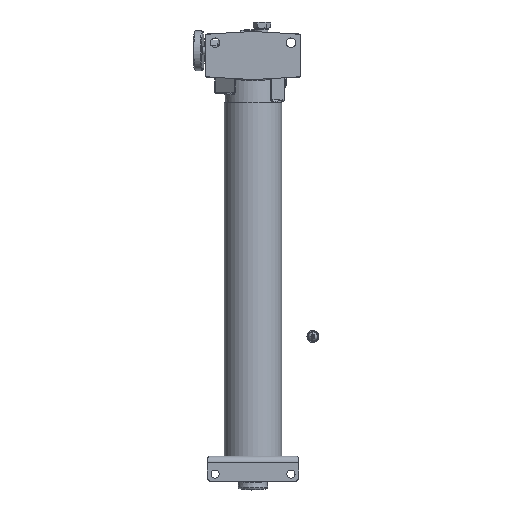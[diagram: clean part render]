
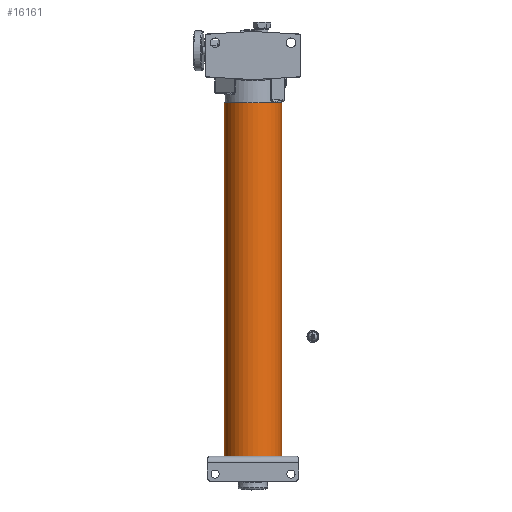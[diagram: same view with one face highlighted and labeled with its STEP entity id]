
A CAD part, front view. The second image highlights one B-rep face of the part: STEP entity #16161.
In plain terms, the highlighted cylindrical face has radius 35.8 mm (diameter 71.6 mm), a partial arc.
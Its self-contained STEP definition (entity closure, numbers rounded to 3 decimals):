
#136 = VERTEX_POINT ( 'NONE', #5654 ) ;
#1494 = CARTESIAN_POINT ( 'NONE',  ( 0., 43., -2. ) ) ;
#3428 = CARTESIAN_POINT ( 'NONE',  ( -35.8, 43., -2.2 ) ) ;
#3770 = ORIENTED_EDGE ( 'NONE', *, *, #32356, .T. ) ;
#4438 = DIRECTION ( 'NONE',  ( 0., 0., 1. ) ) ;
#5654 = CARTESIAN_POINT ( 'NONE',  ( 35.8, 43., -445. ) ) ;
#7362 = DIRECTION ( 'NONE',  ( 1., 0., 0. ) ) ;
#9386 = VERTEX_POINT ( 'NONE', #3428 ) ;
#10816 = CARTESIAN_POINT ( 'NONE',  ( 0., 43., -2.2 ) ) ;
#10838 = VECTOR ( 'NONE', #14737, 1000. ) ;
#11323 = DIRECTION ( 'NONE',  ( -1., 0., 0. ) ) ;
#12913 = LINE ( 'NONE', #15047, #22490 ) ;
#14033 = LINE ( 'NONE', #31913, #10838 ) ;
#14497 = CIRCLE ( 'NONE', #36696, 35.8 ) ;
#14737 = DIRECTION ( 'NONE',  ( 0., 0., 1. ) ) ;
#15047 = CARTESIAN_POINT ( 'NONE',  ( -35.8, 43., -2. ) ) ;
#15523 = EDGE_CURVE ( 'NONE', #17956, #9386, #12913, .T. ) ;
#16161 = ADVANCED_FACE ( 'NONE', ( #26506 ), #29227, .T. ) ;
#16623 = ORIENTED_EDGE ( 'NONE', *, *, #24009, .T. ) ;
#17956 = VERTEX_POINT ( 'NONE', #21346 ) ;
#20773 = DIRECTION ( 'NONE',  ( 0., 0., 1. ) ) ;
#21258 = AXIS2_PLACEMENT_3D ( 'NONE', #25937, #37197, #31427 ) ;
#21346 = CARTESIAN_POINT ( 'NONE',  ( -35.8, 43., -445. ) ) ;
#21432 = CARTESIAN_POINT ( 'NONE',  ( 35.8, 43., -2.2 ) ) ;
#22490 = VECTOR ( 'NONE', #20773, 1000. ) ;
#24009 = EDGE_CURVE ( 'NONE', #136, #28198, #14033, .T. ) ;
#24017 = ORIENTED_EDGE ( 'NONE', *, *, #26975, .T. ) ;
#24198 = ORIENTED_EDGE ( 'NONE', *, *, #15523, .F. ) ;
#25937 = CARTESIAN_POINT ( 'NONE',  ( 0., 43., -445. ) ) ;
#26506 = FACE_OUTER_BOUND ( 'NONE', #30592, .T. ) ;
#26975 = EDGE_CURVE ( 'NONE', #28198, #9386, #14497, .T. ) ;
#28198 = VERTEX_POINT ( 'NONE', #21432 ) ;
#29227 = CYLINDRICAL_SURFACE ( 'NONE', #30788, 35.8 ) ;
#29562 = CIRCLE ( 'NONE', #21258, 35.8 ) ;
#30592 = EDGE_LOOP ( 'NONE', ( #24198, #3770, #16623, #24017 ) ) ;
#30788 = AXIS2_PLACEMENT_3D ( 'NONE', #1494, #4438, #7362 ) ;
#31427 = DIRECTION ( 'NONE',  ( 1., 0., 0. ) ) ;
#31913 = CARTESIAN_POINT ( 'NONE',  ( 35.8, 43., -2. ) ) ;
#32356 = EDGE_CURVE ( 'NONE', #17956, #136, #29562, .T. ) ;
#34520 = DIRECTION ( 'NONE',  ( 0., 0., -1. ) ) ;
#36696 = AXIS2_PLACEMENT_3D ( 'NONE', #10816, #34520, #11323 ) ;
#37197 = DIRECTION ( 'NONE',  ( 0., 0., 1. ) ) ;
